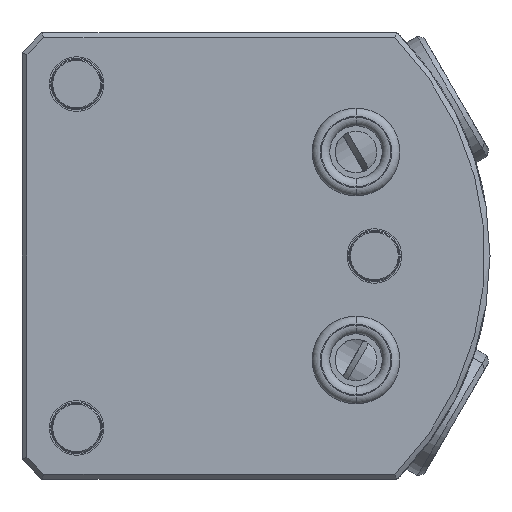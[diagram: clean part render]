
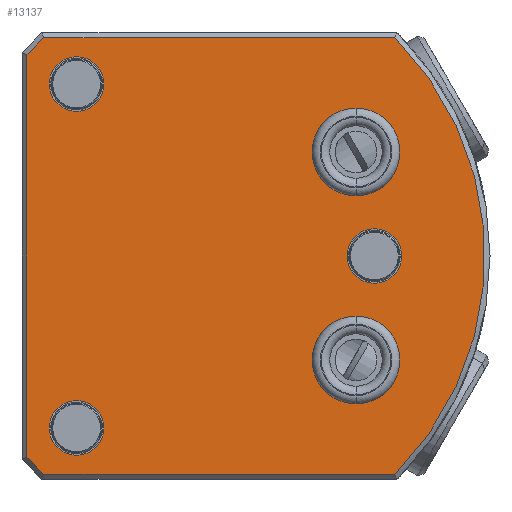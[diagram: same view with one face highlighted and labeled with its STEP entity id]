
A CAD part, front view. The second image highlights one B-rep face of the part: STEP entity #13137.
In plain terms, the highlighted planar face has unit normal (0, -1, 0).
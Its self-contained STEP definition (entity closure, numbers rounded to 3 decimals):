
#96 = ORIENTED_EDGE ( 'NONE', *, *, #1294, .T. ) ;
#165 = CIRCLE ( 'NONE', #6404, 2.75 ) ;
#307 = EDGE_CURVE ( 'NONE', #10705, #2365, #1313, .T. ) ;
#419 = VERTEX_POINT ( 'NONE', #14639 ) ;
#428 = FACE_BOUND ( 'NONE', #8633, .T. ) ;
#455 = CIRCLE ( 'NONE', #8331, 4.425 ) ;
#667 = FACE_BOUND ( 'NONE', #4669, .T. ) ;
#815 = EDGE_CURVE ( 'NONE', #5631, #16340, #8139, .T. ) ;
#845 = CARTESIAN_POINT ( 'NONE',  ( 0., 0., 22. ) ) ;
#880 = CARTESIAN_POINT ( 'NONE',  ( -10., 0., 17.32 ) ) ;
#957 = DIRECTION ( 'NONE',  ( 0., 1., 0. ) ) ;
#1041 = DIRECTION ( 'NONE',  ( 0., 0., 1. ) ) ;
#1122 = CARTESIAN_POINT ( 'NONE',  ( -17.646, 0., -17.646 ) ) ;
#1232 = CIRCLE ( 'NONE', #16497, 2.75 ) ;
#1261 = VECTOR ( 'NONE', #4562, 1000. ) ;
#1294 = EDGE_CURVE ( 'NONE', #8951, #9172, #3473, .T. ) ;
#1313 = CIRCLE ( 'NONE', #10871, 4.425 ) ;
#1507 = ORIENTED_EDGE ( 'NONE', *, *, #815, .F. ) ;
#1606 = LINE ( 'NONE', #8247, #7271 ) ;
#1741 = VECTOR ( 'NONE', #16564, 1000. ) ;
#1745 = CIRCLE ( 'NONE', #11854, 4.425 ) ;
#1769 = CARTESIAN_POINT ( 'NONE',  ( 0., 0., 0. ) ) ;
#1791 = DIRECTION ( 'NONE',  ( 0., -1., 0. ) ) ;
#2353 = ORIENTED_EDGE ( 'NONE', *, *, #16470, .T. ) ;
#2365 = VERTEX_POINT ( 'NONE', #8196 ) ;
#2670 = ORIENTED_EDGE ( 'NONE', *, *, #4487, .T. ) ;
#2843 = DIRECTION ( 'NONE',  ( 0., -1., 0. ) ) ;
#2982 = ORIENTED_EDGE ( 'NONE', *, *, #4247, .T. ) ;
#3357 = FACE_BOUND ( 'NONE', #4893, .T. ) ;
#3473 = CIRCLE ( 'NONE', #5945, 2.75 ) ;
#3490 = DIRECTION ( 'NONE',  ( 0., 1., 0. ) ) ;
#3837 = LINE ( 'NONE', #1122, #16864 ) ;
#3934 = AXIS2_PLACEMENT_3D ( 'NONE', #880, #4474, #8644 ) ;
#4227 = EDGE_CURVE ( 'NONE', #13862, #12313, #1232, .T. ) ;
#4247 = EDGE_CURVE ( 'NONE', #9172, #8951, #9134, .T. ) ;
#4259 = CARTESIAN_POINT ( 'NONE',  ( -13.293, 0., 22. ) ) ;
#4408 = DIRECTION ( 'NONE',  ( 0., 0., -1. ) ) ;
#4417 = CARTESIAN_POINT ( 'NONE',  ( 18.15, 0., -14.905 ) ) ;
#4474 = DIRECTION ( 'NONE',  ( 0., 1., 0. ) ) ;
#4487 = EDGE_CURVE ( 'NONE', #7947, #10124, #12709, .T. ) ;
#4562 = DIRECTION ( 'NONE',  ( 0., 0., -1. ) ) ;
#4641 = LINE ( 'NONE', #12442, #1261 ) ;
#4669 = EDGE_LOOP ( 'NONE', ( #11201, #13212 ) ) ;
#4893 = EDGE_LOOP ( 'NONE', ( #2982, #96 ) ) ;
#4977 = EDGE_CURVE ( 'NONE', #16340, #5631, #455, .T. ) ;
#5127 = ORIENTED_EDGE ( 'NONE', *, *, #307, .F. ) ;
#5136 = AXIS2_PLACEMENT_3D ( 'NONE', #9497, #6661, #10612 ) ;
#5292 = CIRCLE ( 'NONE', #13225, 31.15 ) ;
#5525 = DIRECTION ( 'NONE',  ( 1., 0., 0. ) ) ;
#5561 = VERTEX_POINT ( 'NONE', #13750 ) ;
#5619 = DIRECTION ( 'NONE',  ( 0., 0., -1. ) ) ;
#5631 = VERTEX_POINT ( 'NONE', #15965 ) ;
#5703 = EDGE_CURVE ( 'NONE', #419, #5561, #1606, .T. ) ;
#5785 = CARTESIAN_POINT ( 'NONE',  ( -10., 0., 20.07 ) ) ;
#5890 = DIRECTION ( 'NONE',  ( 0., 1., 0. ) ) ;
#5939 = FACE_OUTER_BOUND ( 'NONE', #12280, .T. ) ;
#5945 = AXIS2_PLACEMENT_3D ( 'NONE', #8666, #13033, #16891 ) ;
#6057 = DIRECTION ( 'NONE',  ( 0., 0., 1. ) ) ;
#6214 = DIRECTION ( 'NONE',  ( -1., 0., 0. ) ) ;
#6303 = CARTESIAN_POINT ( 'NONE',  ( 22.053, 0., 22. ) ) ;
#6404 = AXIS2_PLACEMENT_3D ( 'NONE', #15781, #9029, #6465 ) ;
#6413 = DIRECTION ( 'NONE',  ( 0.707, 0., -0.707 ) ) ;
#6465 = DIRECTION ( 'NONE',  ( 0., 0., 1. ) ) ;
#6598 = ORIENTED_EDGE ( 'NONE', *, *, #15100, .F. ) ;
#6661 = DIRECTION ( 'NONE',  ( 0., -1., 0. ) ) ;
#6664 = ORIENTED_EDGE ( 'NONE', *, *, #12603, .T. ) ;
#7196 = ORIENTED_EDGE ( 'NONE', *, *, #7590, .T. ) ;
#7271 = VECTOR ( 'NONE', #5525, 1000. ) ;
#7427 = DIRECTION ( 'NONE',  ( 0., 0., 1. ) ) ;
#7530 = DIRECTION ( 'NONE',  ( 0., -1., 0. ) ) ;
#7590 = EDGE_CURVE ( 'NONE', #8662, #419, #3837, .T. ) ;
#7656 = CARTESIAN_POINT ( 'NONE',  ( -10., 0., -20.07 ) ) ;
#7947 = VERTEX_POINT ( 'NONE', #6303 ) ;
#7959 = CARTESIAN_POINT ( 'NONE',  ( 18.15, 0., 10.48 ) ) ;
#8047 = DIRECTION ( 'NONE',  ( 0., 0., -1. ) ) ;
#8139 = CIRCLE ( 'NONE', #5136, 4.425 ) ;
#8196 = CARTESIAN_POINT ( 'NONE',  ( 18.15, 0., 14.905 ) ) ;
#8240 = CARTESIAN_POINT ( 'NONE',  ( -10., 0., -14.57 ) ) ;
#8247 = CARTESIAN_POINT ( 'NONE',  ( 0., 0., -22. ) ) ;
#8259 = CARTESIAN_POINT ( 'NONE',  ( 0., 0., 0. ) ) ;
#8291 = ORIENTED_EDGE ( 'NONE', *, *, #4977, .F. ) ;
#8313 = EDGE_LOOP ( 'NONE', ( #8291, #1507 ) ) ;
#8331 = AXIS2_PLACEMENT_3D ( 'NONE', #16781, #7530, #9954 ) ;
#8426 = DIRECTION ( 'NONE',  ( 0., -1., 0. ) ) ;
#8633 = EDGE_LOOP ( 'NONE', ( #6664, #16165 ) ) ;
#8644 = DIRECTION ( 'NONE',  ( 0., 0., 1. ) ) ;
#8662 = VERTEX_POINT ( 'NONE', #10197 ) ;
#8666 = CARTESIAN_POINT ( 'NONE',  ( 20., 0., 0. ) ) ;
#8871 = CARTESIAN_POINT ( 'NONE',  ( -17.646, 0., 17.646 ) ) ;
#8951 = VERTEX_POINT ( 'NONE', #11203 ) ;
#9029 = DIRECTION ( 'NONE',  ( 0., 1., 0. ) ) ;
#9134 = CIRCLE ( 'NONE', #14042, 2.75 ) ;
#9172 = VERTEX_POINT ( 'NONE', #11347 ) ;
#9497 = CARTESIAN_POINT ( 'NONE',  ( 18.15, 0., -10.48 ) ) ;
#9520 = ORIENTED_EDGE ( 'NONE', *, *, #5703, .T. ) ;
#9954 = DIRECTION ( 'NONE',  ( 0., 0., -1. ) ) ;
#10124 = VERTEX_POINT ( 'NONE', #4259 ) ;
#10158 = ORIENTED_EDGE ( 'NONE', *, *, #13142, .T. ) ;
#10197 = CARTESIAN_POINT ( 'NONE',  ( -15., 0., -20.293 ) ) ;
#10445 = ORIENTED_EDGE ( 'NONE', *, *, #11998, .T. ) ;
#10612 = DIRECTION ( 'NONE',  ( 0., 0., -1. ) ) ;
#10705 = VERTEX_POINT ( 'NONE', #14377 ) ;
#10871 = AXIS2_PLACEMENT_3D ( 'NONE', #12446, #1791, #4408 ) ;
#10919 = DIRECTION ( 'NONE',  ( 0., -1., 0. ) ) ;
#11003 = DIRECTION ( 'NONE',  ( 0., 0., -1. ) ) ;
#11201 = ORIENTED_EDGE ( 'NONE', *, *, #12218, .T. ) ;
#11203 = CARTESIAN_POINT ( 'NONE',  ( 20., 0., -2.75 ) ) ;
#11319 = CIRCLE ( 'NONE', #3934, 2.75 ) ;
#11347 = CARTESIAN_POINT ( 'NONE',  ( 20., 0., 2.75 ) ) ;
#11854 = AXIS2_PLACEMENT_3D ( 'NONE', #7959, #2843, #8047 ) ;
#11998 = EDGE_CURVE ( 'NONE', #5561, #7947, #5292, .T. ) ;
#12153 = VECTOR ( 'NONE', #6214, 1000. ) ;
#12218 = EDGE_CURVE ( 'NONE', #13726, #12776, #165, .T. ) ;
#12280 = EDGE_LOOP ( 'NONE', ( #7196, #9520, #10445, #2670, #2353, #10158 ) ) ;
#12313 = VERTEX_POINT ( 'NONE', #8240 ) ;
#12357 = FACE_BOUND ( 'NONE', #13689, .T. ) ;
#12386 = EDGE_CURVE ( 'NONE', #12776, #13726, #11319, .T. ) ;
#12442 = CARTESIAN_POINT ( 'NONE',  ( -15., 0., 0. ) ) ;
#12446 = CARTESIAN_POINT ( 'NONE',  ( 18.15, 0., 10.48 ) ) ;
#12603 = EDGE_CURVE ( 'NONE', #12313, #13862, #16520, .T. ) ;
#12655 = CARTESIAN_POINT ( 'NONE',  ( -10., 0., -17.32 ) ) ;
#12709 = LINE ( 'NONE', #845, #12153 ) ;
#12719 = LINE ( 'NONE', #8871, #1741 ) ;
#12776 = VERTEX_POINT ( 'NONE', #15718 ) ;
#13033 = DIRECTION ( 'NONE',  ( 0., 1., 0. ) ) ;
#13137 = ADVANCED_FACE ( 'NONE', ( #5939, #12357, #13641, #3357, #667, #428 ), #13557, .T. ) ;
#13142 = EDGE_CURVE ( 'NONE', #16258, #8662, #4641, .T. ) ;
#13212 = ORIENTED_EDGE ( 'NONE', *, *, #12386, .T. ) ;
#13225 = AXIS2_PLACEMENT_3D ( 'NONE', #8259, #8426, #5619 ) ;
#13557 = PLANE ( 'NONE',  #15721 ) ;
#13641 = FACE_BOUND ( 'NONE', #8313, .T. ) ;
#13689 = EDGE_LOOP ( 'NONE', ( #5127, #6598 ) ) ;
#13726 = VERTEX_POINT ( 'NONE', #5785 ) ;
#13750 = CARTESIAN_POINT ( 'NONE',  ( 22.053, 0., -22. ) ) ;
#13797 = AXIS2_PLACEMENT_3D ( 'NONE', #14889, #5890, #6057 ) ;
#13862 = VERTEX_POINT ( 'NONE', #7656 ) ;
#14042 = AXIS2_PLACEMENT_3D ( 'NONE', #16764, #3490, #7427 ) ;
#14377 = CARTESIAN_POINT ( 'NONE',  ( 18.15, 0., 6.055 ) ) ;
#14639 = CARTESIAN_POINT ( 'NONE',  ( -13.293, 0., -22. ) ) ;
#14889 = CARTESIAN_POINT ( 'NONE',  ( -10., 0., -17.32 ) ) ;
#15076 = CARTESIAN_POINT ( 'NONE',  ( -15., 0., 20.293 ) ) ;
#15100 = EDGE_CURVE ( 'NONE', #2365, #10705, #1745, .T. ) ;
#15718 = CARTESIAN_POINT ( 'NONE',  ( -10., 0., 14.57 ) ) ;
#15721 = AXIS2_PLACEMENT_3D ( 'NONE', #1769, #10919, #11003 ) ;
#15781 = CARTESIAN_POINT ( 'NONE',  ( -10., 0., 17.32 ) ) ;
#15965 = CARTESIAN_POINT ( 'NONE',  ( 18.15, 0., -6.055 ) ) ;
#16165 = ORIENTED_EDGE ( 'NONE', *, *, #4227, .T. ) ;
#16258 = VERTEX_POINT ( 'NONE', #15076 ) ;
#16340 = VERTEX_POINT ( 'NONE', #4417 ) ;
#16470 = EDGE_CURVE ( 'NONE', #10124, #16258, #12719, .T. ) ;
#16497 = AXIS2_PLACEMENT_3D ( 'NONE', #12655, #957, #1041 ) ;
#16520 = CIRCLE ( 'NONE', #13797, 2.75 ) ;
#16564 = DIRECTION ( 'NONE',  ( -0.707, 0., -0.707 ) ) ;
#16764 = CARTESIAN_POINT ( 'NONE',  ( 20., 0., 0. ) ) ;
#16781 = CARTESIAN_POINT ( 'NONE',  ( 18.15, 0., -10.48 ) ) ;
#16864 = VECTOR ( 'NONE', #6413, 1000. ) ;
#16891 = DIRECTION ( 'NONE',  ( 0., 0., 1. ) ) ;
